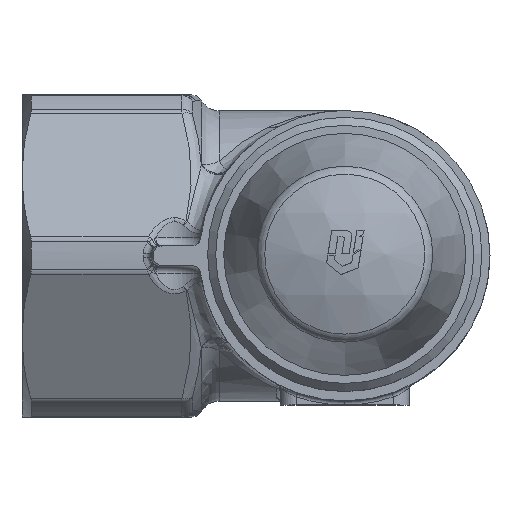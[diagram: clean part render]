
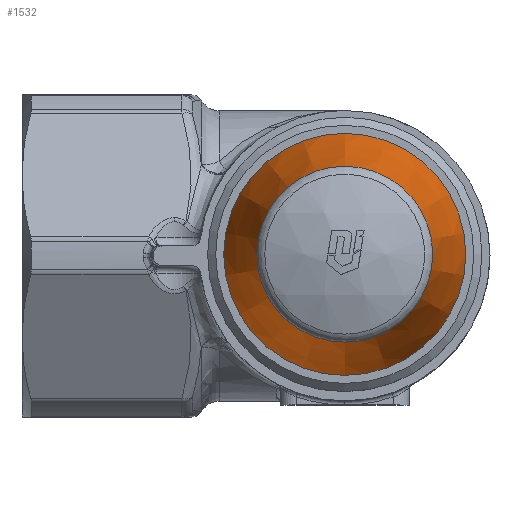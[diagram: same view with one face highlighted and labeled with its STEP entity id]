
A CAD part, top view. The second image highlights one B-rep face of the part: STEP entity #1532.
In plain terms, the highlighted conical face has half-angle 15 degrees and reference radius 10.902 mm.
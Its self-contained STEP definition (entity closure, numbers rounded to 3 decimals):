
#1465=CARTESIAN_POINT('',(0.,-10.902,127.167));
#1466=VERTEX_POINT('',#1465);
#1479=CARTESIAN_POINT('',(-0.,10.902,127.167));
#1480=VERTEX_POINT('',#1479);
#1481=CARTESIAN_POINT('',(0.,0.,127.167));
#1482=DIRECTION('',(0.,-0.,-1.));
#1483=DIRECTION('',(0.,-1.,0.));
#1484=AXIS2_PLACEMENT_3D('',#1481,#1482,#1483);
#1485=CIRCLE('',#1484,10.902);
#1486=EDGE_CURVE('NONE',#1480,#1466,#1485,.T.);
#1488=CARTESIAN_POINT('',(0.,0.,127.167));
#1489=DIRECTION('',(0.,-0.,-1.));
#1490=DIRECTION('',(0.,-1.,0.));
#1491=AXIS2_PLACEMENT_3D('',#1488,#1489,#1490);
#1492=CIRCLE('',#1491,10.902);
#1493=EDGE_CURVE('NONE',#1466,#1480,#1492,.T.);
#1498=CARTESIAN_POINT('',(0.,0.,127.167));
#1499=DIRECTION('',(0.,-0.,-1.));
#1500=DIRECTION('',(0.,-1.,0.));
#1501=AXIS2_PLACEMENT_3D('',#1498,#1499,#1500);
#1502=CONICAL_SURFACE('',#1501,10.902,15.);
#1503=CARTESIAN_POINT('',(0.,-15.1,111.5));
#1504=VERTEX_POINT('',#1503);
#1505=CARTESIAN_POINT('',(0.,-15.1,111.5));
#1506=DIRECTION('',(-0.,0.259,0.966));
#1507=VECTOR('',#1506,16.219);
#1508=LINE('',#1505,#1507);
#1509=EDGE_CURVE('',#1504,#1466,#1508,.T.);
#1510=ORIENTED_EDGE('',*,*,#1509,.T.);
#1511=ORIENTED_EDGE('',*,*,#1493,.T.);
#1512=ORIENTED_EDGE('',*,*,#1486,.T.);
#1513=ORIENTED_EDGE('',*,*,#1509,.F.);
#1514=CARTESIAN_POINT('',(0.,15.1,111.5));
#1515=VERTEX_POINT('',#1514);
#1516=CARTESIAN_POINT('',(0.,0.,111.5));
#1517=DIRECTION('',(0.,-0.,-1.));
#1518=DIRECTION('',(0.,-1.,0.));
#1519=AXIS2_PLACEMENT_3D('',#1516,#1517,#1518);
#1520=CIRCLE('',#1519,15.1);
#1521=EDGE_CURVE('NONE',#1515,#1504,#1520,.T.);
#1522=ORIENTED_EDGE('',*,*,#1521,.F.);
#1523=CARTESIAN_POINT('',(0.,0.,111.5));
#1524=DIRECTION('',(0.,-0.,-1.));
#1525=DIRECTION('',(0.,-1.,0.));
#1526=AXIS2_PLACEMENT_3D('',#1523,#1524,#1525);
#1527=CIRCLE('',#1526,15.1);
#1528=EDGE_CURVE('NONE',#1504,#1515,#1527,.T.);
#1529=ORIENTED_EDGE('',*,*,#1528,.F.);
#1530=EDGE_LOOP('',(#1510,#1511,#1512,#1513,#1522,#1529));
#1531=FACE_BOUND('',#1530,.T.);
#1532=ADVANCED_FACE('NONE',(#1531),#1502,.T.);
